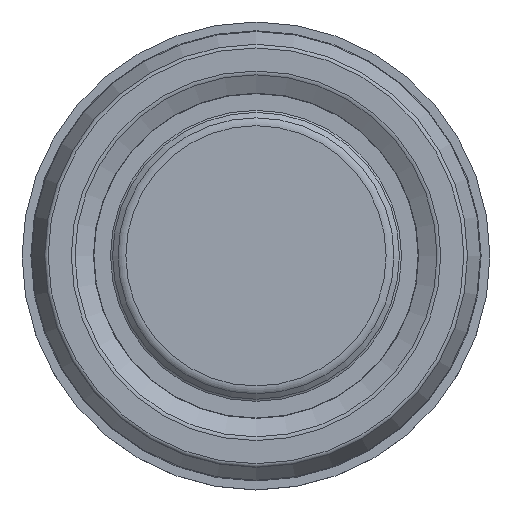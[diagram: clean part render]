
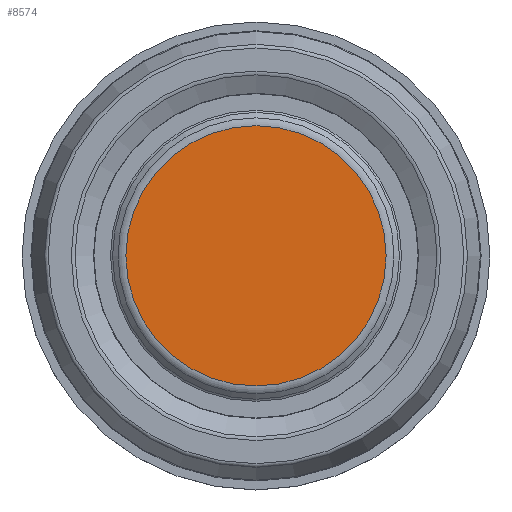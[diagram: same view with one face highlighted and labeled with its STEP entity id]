
A CAD part, top view. The second image highlights one B-rep face of the part: STEP entity #8574.
In plain terms, the highlighted planar face has unit normal (0, 0, 1).
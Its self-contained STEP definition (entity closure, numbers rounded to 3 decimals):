
#2552=PLANE($,#9097);
#3074=FACE_OUTER_BOUND($,#3588,.T.);
#3588=EDGE_LOOP($,(#7892));
#3757=CIRCLE($,#9096,8.067);
#4517=VERTEX_POINT($,#13807);
#5670=EDGE_CURVE($,#4517,#4517,#3757,.T.);
#7892=ORIENTED_EDGE($,*,*,#5670,.T.);
#8574=ADVANCED_FACE($,(#3074),#2552,.T.);
#9096=AXIS2_PLACEMENT_3D($,#13808,#11074,#11075);
#9097=AXIS2_PLACEMENT_3D($,#13809,#11076,#11077);
#11074=DIRECTION('center_axis',(0.,0.,
1.));
#11075=DIRECTION('ref_axis',(-1.,0.,0.));
#11076=DIRECTION('center_axis',(0.,0.,
1.));
#11077=DIRECTION('ref_axis',(1.,0.,0.));
#13807=CARTESIAN_POINT('',(-8.067,0.,9.425));
#13808=CARTESIAN_POINT('Origin',(0.,0.,
9.425));
#13809=CARTESIAN_POINT('Origin',(-4.033,0.,
9.425));
